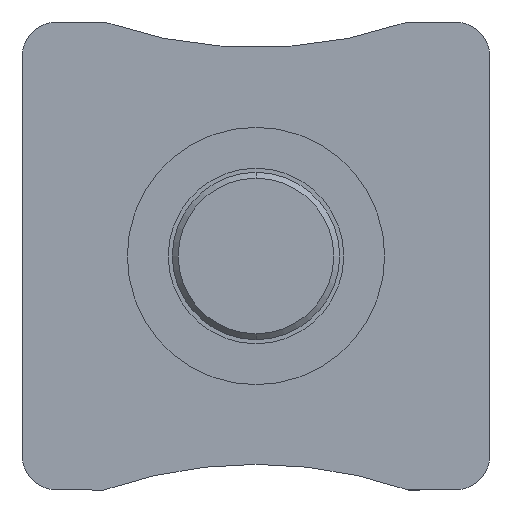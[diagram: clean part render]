
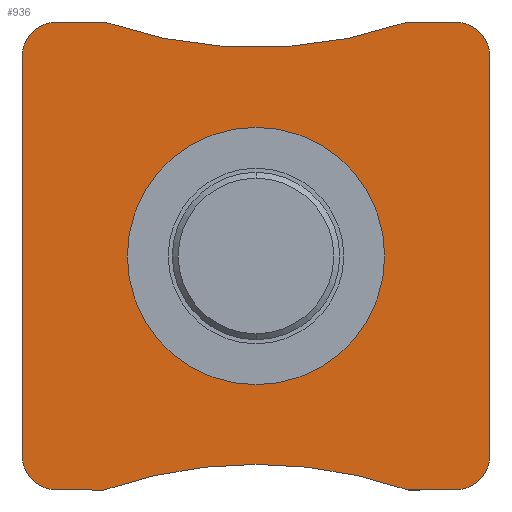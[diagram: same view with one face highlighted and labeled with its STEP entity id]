
A CAD part, front view. The second image highlights one B-rep face of the part: STEP entity #936.
In plain terms, the highlighted planar face has unit normal (0, -1, 0).
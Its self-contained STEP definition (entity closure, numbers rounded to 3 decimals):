
#6 = DIRECTION ( 'NONE',  ( 0., 1., 0. ) ) ;
#13 = AXIS2_PLACEMENT_3D ( 'NONE', #661, #6, #987 ) ;
#44 = EDGE_CURVE ( 'NONE', #364, #123, #469, .T. ) ;
#51 = AXIS2_PLACEMENT_3D ( 'NONE', #946, #620, #83 ) ;
#58 = CARTESIAN_POINT ( 'NONE',  ( -20., 0., 20. ) ) ;
#60 = VERTEX_POINT ( 'NONE', #541 ) ;
#76 = ORIENTED_EDGE ( 'NONE', *, *, #1094, .T. ) ;
#79 = DIRECTION ( 'NONE',  ( 0., -1., 0. ) ) ;
#83 = DIRECTION ( 'NONE',  ( 0., 0., -1. ) ) ;
#85 = DIRECTION ( 'NONE',  ( 0., 0., 1. ) ) ;
#90 = AXIS2_PLACEMENT_3D ( 'NONE', #725, #79, #85 ) ;
#91 = CIRCLE ( 'NONE', #1389, 39.616 ) ;
#92 = CARTESIAN_POINT ( 'NONE',  ( 0., 0., -17.806 ) ) ;
#98 = DIRECTION ( 'NONE',  ( 0., -1., 0. ) ) ;
#109 = DIRECTION ( 'NONE',  ( 0., 1., 0. ) ) ;
#123 = VERTEX_POINT ( 'NONE', #464 ) ;
#151 = ORIENTED_EDGE ( 'NONE', *, *, #405, .F. ) ;
#153 = AXIS2_PLACEMENT_3D ( 'NONE', #1136, #1024, #1040 ) ;
#174 = ORIENTED_EDGE ( 'NONE', *, *, #1018, .F. ) ;
#180 = CARTESIAN_POINT ( 'NONE',  ( -17., 0., 20. ) ) ;
#183 = CARTESIAN_POINT ( 'NONE',  ( -17., 0., -17. ) ) ;
#197 = EDGE_LOOP ( 'NONE', ( #354, #239 ) ) ;
#203 = CARTESIAN_POINT ( 'NONE',  ( 0., 0., -57.422 ) ) ;
#223 = EDGE_CURVE ( 'NONE', #1206, #1026, #1166, .T. ) ;
#224 = VERTEX_POINT ( 'NONE', #180 ) ;
#226 = LINE ( 'NONE', #1334, #1369 ) ;
#227 = VECTOR ( 'NONE', #1108, 1000. ) ;
#239 = ORIENTED_EDGE ( 'NONE', *, *, #995, .F. ) ;
#251 = ORIENTED_EDGE ( 'NONE', *, *, #968, .T. ) ;
#254 = ORIENTED_EDGE ( 'NONE', *, *, #1145, .T. ) ;
#269 = VERTEX_POINT ( 'NONE', #1271 ) ;
#277 = DIRECTION ( 'NONE',  ( 0., 0., 1. ) ) ;
#296 = AXIS2_PLACEMENT_3D ( 'NONE', #853, #760, #1088 ) ;
#299 = VERTEX_POINT ( 'NONE', #509 ) ;
#308 = DIRECTION ( 'NONE',  ( 1., 0., 0. ) ) ;
#325 = FACE_OUTER_BOUND ( 'NONE', #1120, .T. ) ;
#326 = VECTOR ( 'NONE', #632, 1000. ) ;
#350 = CARTESIAN_POINT ( 'NONE',  ( 17., 0., 20. ) ) ;
#353 = VERTEX_POINT ( 'NONE', #92 ) ;
#354 = ORIENTED_EDGE ( 'NONE', *, *, #839, .F. ) ;
#364 = VERTEX_POINT ( 'NONE', #744 ) ;
#380 = CARTESIAN_POINT ( 'NONE',  ( 0., 0., 0. ) ) ;
#388 = LINE ( 'NONE', #1164, #573 ) ;
#398 = ORIENTED_EDGE ( 'NONE', *, *, #845, .F. ) ;
#405 = EDGE_CURVE ( 'NONE', #1206, #269, #607, .T. ) ;
#410 = CARTESIAN_POINT ( 'NONE',  ( -17., 0., -20. ) ) ;
#430 = EDGE_CURVE ( 'NONE', #353, #1265, #1253, .T. ) ;
#435 = ORIENTED_EDGE ( 'NONE', *, *, #771, .F. ) ;
#446 = ORIENTED_EDGE ( 'NONE', *, *, #223, .T. ) ;
#464 = CARTESIAN_POINT ( 'NONE',  ( -13., 0., 20. ) ) ;
#469 = CIRCLE ( 'NONE', #676, 39.616 ) ;
#479 = PLANE ( 'NONE',  #902 ) ;
#509 = CARTESIAN_POINT ( 'NONE',  ( 20., 0., 17. ) ) ;
#536 = CIRCLE ( 'NONE', #296, 3. ) ;
#541 = CARTESIAN_POINT ( 'NONE',  ( 0., 0., 11. ) ) ;
#573 = VECTOR ( 'NONE', #1195, 1000. ) ;
#579 = CARTESIAN_POINT ( 'NONE',  ( -20., 0., -20. ) ) ;
#601 = EDGE_CURVE ( 'NONE', #224, #269, #1159, .T. ) ;
#605 = FACE_BOUND ( 'NONE', #197, .T. ) ;
#607 = LINE ( 'NONE', #736, #326 ) ;
#620 = DIRECTION ( 'NONE',  ( 0., -1., 0. ) ) ;
#632 = DIRECTION ( 'NONE',  ( 0., 0., 1. ) ) ;
#658 = ORIENTED_EDGE ( 'NONE', *, *, #601, .T. ) ;
#661 = CARTESIAN_POINT ( 'NONE',  ( 0., 0., -57.422 ) ) ;
#676 = AXIS2_PLACEMENT_3D ( 'NONE', #768, #109, #876 ) ;
#706 = ORIENTED_EDGE ( 'NONE', *, *, #430, .T. ) ;
#709 = LINE ( 'NONE', #58, #1238 ) ;
#715 = AXIS2_PLACEMENT_3D ( 'NONE', #1188, #98, #859 ) ;
#725 = CARTESIAN_POINT ( 'NONE',  ( -17., 0., 17. ) ) ;
#736 = CARTESIAN_POINT ( 'NONE',  ( -20., 0., -20. ) ) ;
#744 = CARTESIAN_POINT ( 'NONE',  ( 13., 0., 20. ) ) ;
#755 = CARTESIAN_POINT ( 'NONE',  ( -20., 0., -17. ) ) ;
#758 = VERTEX_POINT ( 'NONE', #1227 ) ;
#760 = DIRECTION ( 'NONE',  ( 0., -1., 0. ) ) ;
#768 = CARTESIAN_POINT ( 'NONE',  ( 0., 0., 57.422 ) ) ;
#771 = EDGE_CURVE ( 'NONE', #792, #1265, #965, .T. ) ;
#774 = AXIS2_PLACEMENT_3D ( 'NONE', #183, #816, #277 ) ;
#788 = ORIENTED_EDGE ( 'NONE', *, *, #44, .T. ) ;
#792 = VERTEX_POINT ( 'NONE', #986 ) ;
#794 = VECTOR ( 'NONE', #308, 1000. ) ;
#816 = DIRECTION ( 'NONE',  ( 0., -1., 0. ) ) ;
#818 = CARTESIAN_POINT ( 'NONE',  ( 20., 0., -17. ) ) ;
#824 = DIRECTION ( 'NONE',  ( 0., 0., 1. ) ) ;
#827 = CIRCLE ( 'NONE', #715, 3. ) ;
#835 = CARTESIAN_POINT ( 'NONE',  ( -20., 0., 20. ) ) ;
#839 = EDGE_CURVE ( 'NONE', #60, #758, #984, .T. ) ;
#845 = EDGE_CURVE ( 'NONE', #364, #1356, #709, .T. ) ;
#853 = CARTESIAN_POINT ( 'NONE',  ( 17., 0., 17. ) ) ;
#859 = DIRECTION ( 'NONE',  ( 0., 0., 1. ) ) ;
#876 = DIRECTION ( 'NONE',  ( 0., 0., 1. ) ) ;
#887 = CARTESIAN_POINT ( 'NONE',  ( 13., 0., -20. ) ) ;
#902 = AXIS2_PLACEMENT_3D ( 'NONE', #380, #912, #1249 ) ;
#912 = DIRECTION ( 'NONE',  ( 0., 1., 0. ) ) ;
#936 = ADVANCED_FACE ( 'NONE', ( #605, #325 ), #479, .F. ) ;
#939 = VERTEX_POINT ( 'NONE', #818 ) ;
#946 = CARTESIAN_POINT ( 'NONE',  ( 0., 0., 0. ) ) ;
#965 = LINE ( 'NONE', #579, #227 ) ;
#968 = EDGE_CURVE ( 'NONE', #1366, #353, #91, .T. ) ;
#984 = CIRCLE ( 'NONE', #153, 11. ) ;
#986 = CARTESIAN_POINT ( 'NONE',  ( 17., 0., -20. ) ) ;
#987 = DIRECTION ( 'NONE',  ( 0., 0., 1. ) ) ;
#995 = EDGE_CURVE ( 'NONE', #758, #60, #1250, .T. ) ;
#1018 = EDGE_CURVE ( 'NONE', #224, #123, #1051, .T. ) ;
#1019 = CARTESIAN_POINT ( 'NONE',  ( -13., 0., -20. ) ) ;
#1024 = DIRECTION ( 'NONE',  ( 0., -1., 0. ) ) ;
#1026 = VERTEX_POINT ( 'NONE', #410 ) ;
#1040 = DIRECTION ( 'NONE',  ( 0., 0., -1. ) ) ;
#1051 = LINE ( 'NONE', #835, #794 ) ;
#1072 = EDGE_CURVE ( 'NONE', #299, #939, #388, .T. ) ;
#1088 = DIRECTION ( 'NONE',  ( 0., 0., 1. ) ) ;
#1094 = EDGE_CURVE ( 'NONE', #792, #939, #827, .T. ) ;
#1108 = DIRECTION ( 'NONE',  ( -1., 0., 0. ) ) ;
#1120 = EDGE_LOOP ( 'NONE', ( #398, #788, #174, #658, #151, #446, #1339, #251, #706, #435, #76, #1151, #254 ) ) ;
#1136 = CARTESIAN_POINT ( 'NONE',  ( 0., 0., 0. ) ) ;
#1143 = DIRECTION ( 'NONE',  ( 1., 0., 0. ) ) ;
#1145 = EDGE_CURVE ( 'NONE', #299, #1356, #536, .T. ) ;
#1151 = ORIENTED_EDGE ( 'NONE', *, *, #1072, .F. ) ;
#1159 = CIRCLE ( 'NONE', #90, 3. ) ;
#1164 = CARTESIAN_POINT ( 'NONE',  ( 20., 0., -20. ) ) ;
#1166 = CIRCLE ( 'NONE', #774, 3. ) ;
#1188 = CARTESIAN_POINT ( 'NONE',  ( 17., 0., -17. ) ) ;
#1195 = DIRECTION ( 'NONE',  ( 0., 0., -1. ) ) ;
#1206 = VERTEX_POINT ( 'NONE', #755 ) ;
#1213 = DIRECTION ( 'NONE',  ( -1., 0., 0. ) ) ;
#1227 = CARTESIAN_POINT ( 'NONE',  ( 0., 0., -11. ) ) ;
#1238 = VECTOR ( 'NONE', #1143, 1000. ) ;
#1249 = DIRECTION ( 'NONE',  ( 0., 0., 1. ) ) ;
#1250 = CIRCLE ( 'NONE', #51, 11. ) ;
#1253 = CIRCLE ( 'NONE', #13, 39.616 ) ;
#1265 = VERTEX_POINT ( 'NONE', #887 ) ;
#1271 = CARTESIAN_POINT ( 'NONE',  ( -20., 0., 17. ) ) ;
#1334 = CARTESIAN_POINT ( 'NONE',  ( -20., 0., -20. ) ) ;
#1339 = ORIENTED_EDGE ( 'NONE', *, *, #1350, .F. ) ;
#1350 = EDGE_CURVE ( 'NONE', #1366, #1026, #226, .T. ) ;
#1356 = VERTEX_POINT ( 'NONE', #350 ) ;
#1366 = VERTEX_POINT ( 'NONE', #1019 ) ;
#1369 = VECTOR ( 'NONE', #1213, 1000. ) ;
#1383 = DIRECTION ( 'NONE',  ( 0., 1., 0. ) ) ;
#1389 = AXIS2_PLACEMENT_3D ( 'NONE', #203, #1383, #824 ) ;
